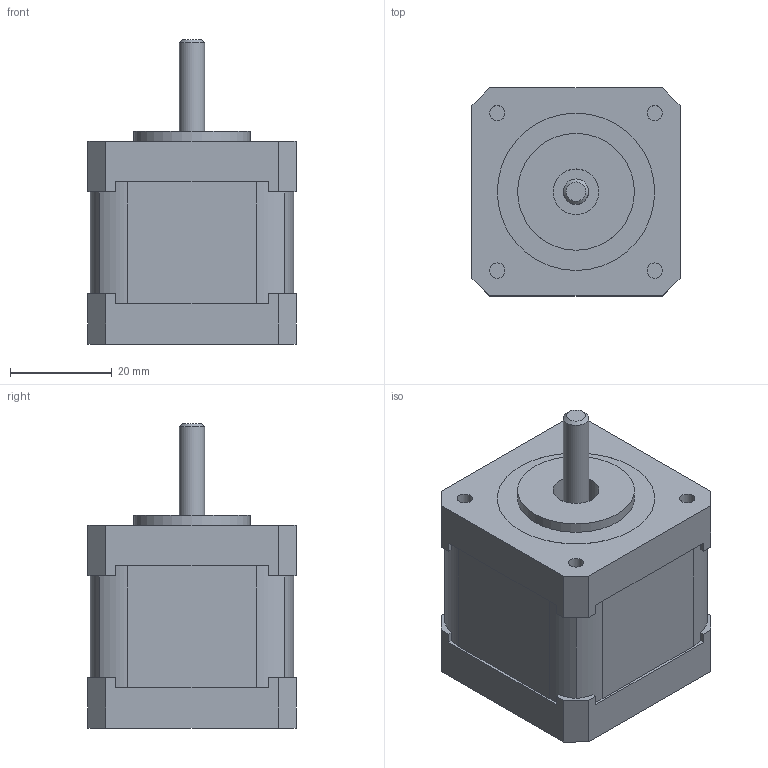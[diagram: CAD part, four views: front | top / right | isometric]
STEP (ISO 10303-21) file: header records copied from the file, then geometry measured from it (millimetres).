
FILE_DESCRIPTION(/* description */ (''),/* implementation_level */ '2;1');
FILE_NAME(/* name */ 'Stepper NEMA 17 - 20mm shaft.step',/* time_stamp */ '2020-08-30T17:43:05+02:00',/* author */ (''),/* organization */ (''),/* preprocessor_version */ 'ST-DEVELOPER v18.1',/* originating_system */ 'Autodesk Translation Framework v9.3.0.1241',/* authorisation */ '');
FILE_SCHEMA (('AUTOMOTIVE_DESIGN { 1 0 10303 214 3 1 1 }'));
Length unit declared in the file: millimetre
Products named in the file (1): Stepper NEMA 17 Part 20mm
Bounding box: 41 x 41 x 60 mm (x, y, z)
Volume: 64728.2 mm3; surface area: 10603.6 mm2
Topology: 1 solids, 1 shells, 160 faces, 404 edges, 269 vertices
Faces by surface type: plane 131, cylinder 22, torus 6, cone 1
Full cylindrical faces by diameter (mm): 3 x4, 5 x1, 6 x5, 9 x2, 23 x1, 31 x1
Entity records: 5273 total; most frequent: CARTESIAN_POINT 1254, ORIENTED_EDGE 808, DIRECTION 801, EDGE_CURVE 404, LINE 325, VECTOR 325, VERTEX_POINT 269, AXIS2_PLACEMENT_3D 238
